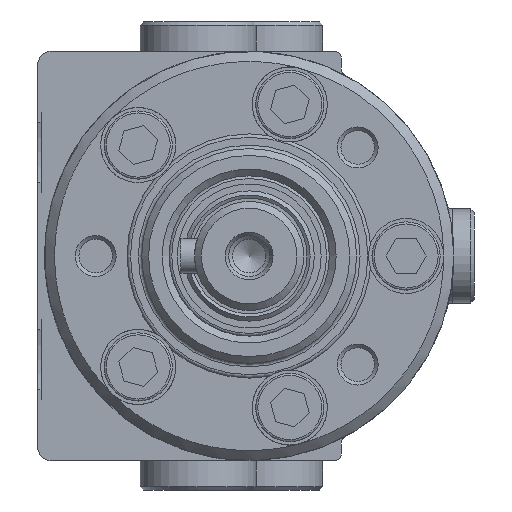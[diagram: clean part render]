
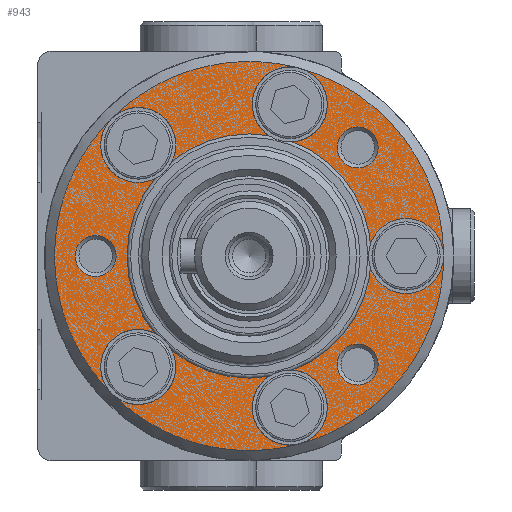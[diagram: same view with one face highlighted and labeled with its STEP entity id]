
A CAD part, left-side view. The second image highlights one B-rep face of the part: STEP entity #943.
In plain terms, the highlighted planar face has unit normal (1, 0, 0).
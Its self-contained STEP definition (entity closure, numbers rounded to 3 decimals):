
#943 = ADVANCED_FACE( '', ( #1938, #1939, #1940, #1941, #1942 ), #1943, .F. );
#1938 = FACE_OUTER_BOUND( '', #2911, .T. );
#1939 = FACE_BOUND( '', #2912, .T. );
#1940 = FACE_BOUND( '', #2913, .T. );
#1941 = FACE_BOUND( '', #2914, .T. );
#1942 = FACE_BOUND( '', #2915, .T. );
#1943 = PLANE( '', #2916 );
#2911 = EDGE_LOOP( '', ( #4909 ) );
#2912 = EDGE_LOOP( '', ( #4910 ) );
#2913 = EDGE_LOOP( '', ( #4911 ) );
#2914 = EDGE_LOOP( '', ( #4912 ) );
#2915 = EDGE_LOOP( '', ( #4913 ) );
#2916 = AXIS2_PLACEMENT_3D( '', #4914, #4915, #4916 );
#4909 = ORIENTED_EDGE( '', *, *, #5576, .F. );
#4910 = ORIENTED_EDGE( '', *, *, #5175, .T. );
#4911 = ORIENTED_EDGE( '', *, *, #5542, .T. );
#4912 = ORIENTED_EDGE( '', *, *, #5178, .T. );
#4913 = ORIENTED_EDGE( '', *, *, #5730, .T. );
#4914 = CARTESIAN_POINT( '', ( 18., 0., 0. ) );
#4915 = DIRECTION( '', ( -1., 0., 0. ) );
#4916 = DIRECTION( '', ( 0., 0., 1. ) );
#5175 = EDGE_CURVE( '', #6046, #6046, #6047, .T. );
#5178 = EDGE_CURVE( '', #6051, #6051, #6052, .T. );
#5542 = EDGE_CURVE( '', #6606, #6606, #6607, .T. );
#5576 = EDGE_CURVE( '', #6652, #6652, #6653, .T. );
#5730 = EDGE_CURVE( '', #6840, #6840, #6841, .T. );
#6046 = VERTEX_POINT( '', #7394 );
#6047 = CIRCLE( '', #7395, 17.9 );
#6051 = VERTEX_POINT( '', #7399 );
#6052 = CIRCLE( '', #7400, 2.459 );
#6606 = VERTEX_POINT( '', #8303 );
#6607 = CIRCLE( '', #8304, 2.459 );
#6652 = VERTEX_POINT( '', #8385 );
#6653 = CIRCLE( '', #8386, 30. );
#6840 = VERTEX_POINT( '', #8638 );
#6841 = CIRCLE( '', #8639, 2.459 );
#7394 = CARTESIAN_POINT( '', ( 18., 0., 17.9 ) );
#7395 = AXIS2_PLACEMENT_3D( '', #8878, #8879, #8880 );
#7399 = CARTESIAN_POINT( '', ( 18., 0., -20.042 ) );
#7400 = AXIS2_PLACEMENT_3D( '', #8884, #8885, #8886 );
#8303 = CARTESIAN_POINT( '', ( 18., 15.91, 18.368 ) );
#8304 = AXIS2_PLACEMENT_3D( '', #9296, #9297, #9298 );
#8385 = CARTESIAN_POINT( '', ( 18., 0., 30. ) );
#8386 = AXIS2_PLACEMENT_3D( '', #9320, #9321, #9322 );
#8638 = CARTESIAN_POINT( '', ( 18., -15.91, 18.368 ) );
#8639 = AXIS2_PLACEMENT_3D( '', #9451, #9452, #9453 );
#8878 = CARTESIAN_POINT( '', ( 18., 0., 0. ) );
#8879 = DIRECTION( '', ( -1., 0., 0. ) );
#8880 = DIRECTION( '', ( 0., 0., 1. ) );
#8884 = CARTESIAN_POINT( '', ( 18., 0., -22.5 ) );
#8885 = DIRECTION( '', ( -1., 0., 0. ) );
#8886 = DIRECTION( '', ( 0., 0., 1. ) );
#9296 = CARTESIAN_POINT( '', ( 18., 15.91, 15.91 ) );
#9297 = DIRECTION( '', ( -1., 0., 0. ) );
#9298 = DIRECTION( '', ( 0., 0., 1. ) );
#9320 = CARTESIAN_POINT( '', ( 18., 0., 0. ) );
#9321 = DIRECTION( '', ( -1., 0., 0. ) );
#9322 = DIRECTION( '', ( 0., 0., 1. ) );
#9451 = CARTESIAN_POINT( '', ( 18., -15.91, 15.91 ) );
#9452 = DIRECTION( '', ( -1., 0., 0. ) );
#9453 = DIRECTION( '', ( 0., 0., 1. ) );
